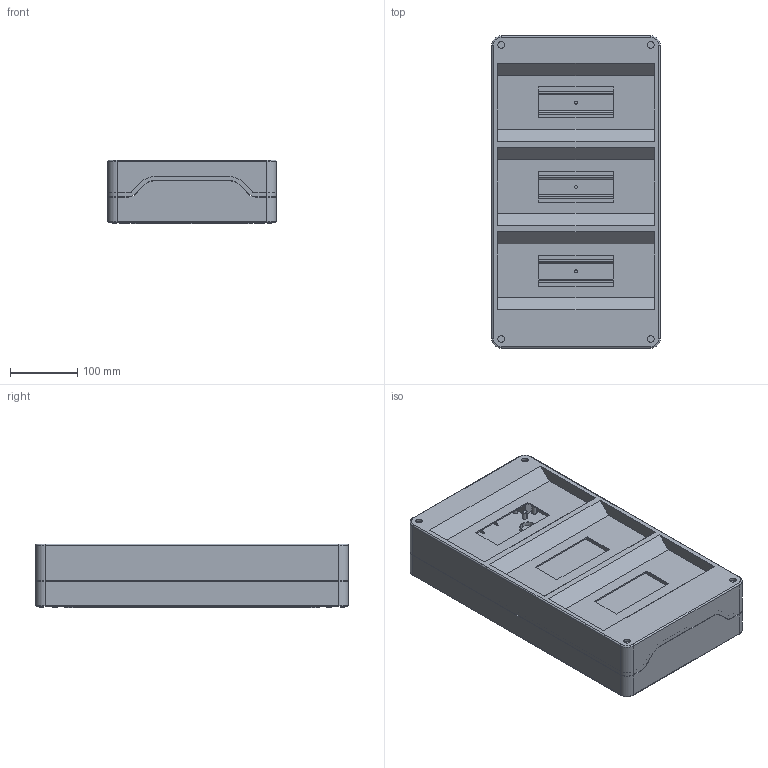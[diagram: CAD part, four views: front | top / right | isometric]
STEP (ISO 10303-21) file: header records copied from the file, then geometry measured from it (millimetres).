
FILE_DESCRIPTION((''),'2;1');
FILE_NAME('GW40032_ASM','2021-07-16T10:12:35',('User'),('Axiro Italia'),'CREO PARAMETRIC BY PTC INC, 2020354','CREO PARAMETRIC BY PTC INC, 2020354','');
FILE_SCHEMA(('CONFIG_CONTROL_DESIGN'));
Length unit declared in the file: millimetre
Products named in the file (4): GW40032_COMPONENTE_B_OR; GW40032_COMPONENTE_A_OR; GUIDA_DIN_12_1; GW40032_ASM
Assembly tree (5 placements, depth 2):
  GW40032_ASM
    GW40032_COMPONENTE_B_OR
    GW40032_COMPONENTE_A_OR
    GUIDA_DIN_12_1  x3
Bounding box: 250 x 464 x 94.6 mm (x, y, z)
Volume: 998915.9 mm3; surface area: 861977 mm2
Topology: 5 solids, 5 shells, 1296 faces, 3496 edges, 2296 vertices
Faces by surface type: plane 976, cylinder 224, cone 88, torus 8
Entity records: 37508 total; most frequent: CARTESIAN_POINT 6781, ORIENTED_EDGE 6464, DIRECTION 6138, EDGE_CURVE 3232, VECTOR 2656, LINE 2656, VERTEX_POINT 2120, AXIS2_PLACEMENT_3D 1741
